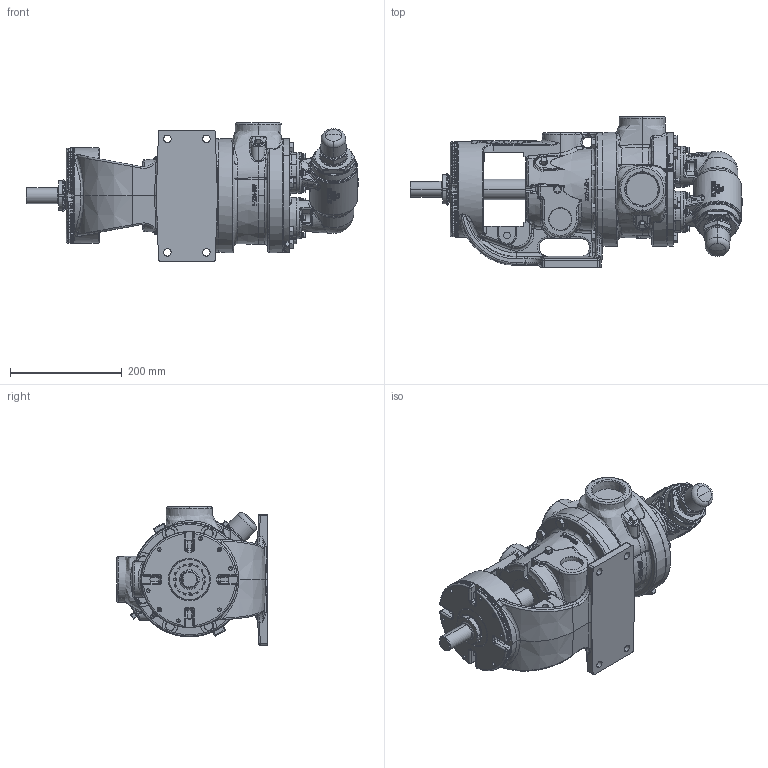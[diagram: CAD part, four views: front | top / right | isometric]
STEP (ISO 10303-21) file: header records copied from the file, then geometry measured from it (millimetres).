
FILE_DESCRIPTION (( 'STEP AP214' ), '1' );
FILE_NAME ('KV-2306.STEP', '2021-05-18T16:25:00', ( '' ), ( '' ), 'SwSTEP 2.0', 'SolidWorks 2020', '' );
FILE_SCHEMA (( 'AUTOMOTIVE_DESIGN' ));
Length unit declared in the file: inch
Products named in the file (1): KV-2306
Bounding box: 594.57 x 270.1 x 247.87 mm (x, y, z)
Volume: 10349638.6 mm3; surface area: 613503 mm2
Topology: 1 solids, 1 shells, 4079 faces, 10446 edges, 6409 vertices
Faces by surface type: plane 1381, bspline 1055, cone 768, cylinder 599, torus 194, sphere 82
Entity records: 326107 total; most frequent: CARTESIAN_POINT 208736, ORIENTED_EDGE 20642, DIRECTION 15837, EDGE_CURVE 10321, VERTEX_POINT 6402, AXIS2_PLACEMENT_3D 6298, EDGE_LOOP 4273, FACE_OUTER_BOUND 4079
